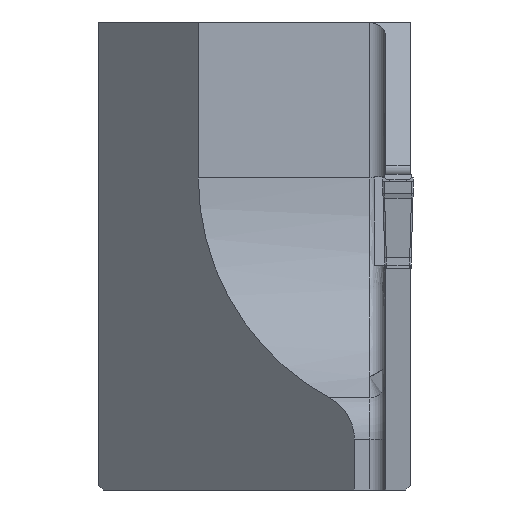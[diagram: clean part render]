
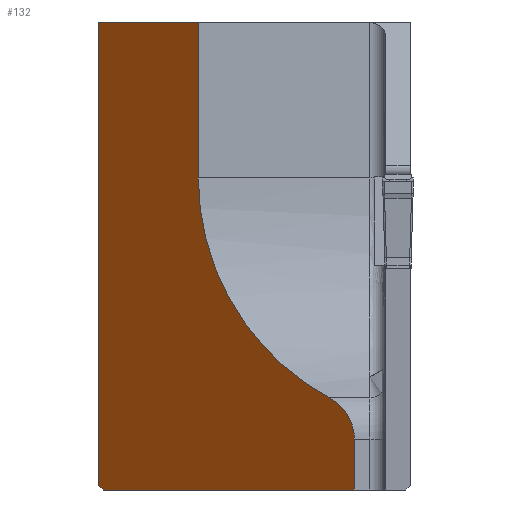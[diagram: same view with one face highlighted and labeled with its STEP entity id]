
A CAD part, left-side view. The second image highlights one B-rep face of the part: STEP entity #132.
In plain terms, the highlighted planar face has unit normal (-0.707, 0.707, 0).
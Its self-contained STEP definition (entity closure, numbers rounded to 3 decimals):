
#73=ELLIPSE('',#1746,4.243,3.);
#76=ELLIPSE('',#1767,22.627,16.);
#132=ADVANCED_FACE('',(#292),#218,.F.);
#218=PLANE('',#1780);
#292=FACE_OUTER_BOUND('',#384,.T.);
#384=EDGE_LOOP('',(#604,#605,#606,#607,#608,#609,#610,#611,#612));
#604=ORIENTED_EDGE('',*,*,#1181,.F.);
#605=ORIENTED_EDGE('',*,*,#1194,.T.);
#606=ORIENTED_EDGE('',*,*,#1128,.F.);
#607=ORIENTED_EDGE('',*,*,#1140,.F.);
#608=ORIENTED_EDGE('',*,*,#1145,.F.);
#609=ORIENTED_EDGE('',*,*,#1156,.F.);
#610=ORIENTED_EDGE('',*,*,#1148,.F.);
#611=ORIENTED_EDGE('',*,*,#1152,.F.);
#612=ORIENTED_EDGE('',*,*,#1184,.F.);
#973=VERTEX_POINT('',#2392);
#974=VERTEX_POINT('',#2393);
#983=VERTEX_POINT('',#2415);
#985=VERTEX_POINT('',#2424);
#988=VERTEX_POINT('',#2431);
#989=VERTEX_POINT('',#2433);
#992=VERTEX_POINT('',#2440);
#1003=VERTEX_POINT('',#2495);
#1004=VERTEX_POINT('',#2497);
#1128=EDGE_CURVE('',#973,#974,#1366,.T.);
#1140=EDGE_CURVE('',#983,#973,#1377,.T.);
#1145=EDGE_CURVE('',#985,#983,#1382,.T.);
#1148=EDGE_CURVE('',#988,#989,#1385,.T.);
#1152=EDGE_CURVE('',#992,#988,#73,.T.);
#1156=EDGE_CURVE('',#989,#985,#1390,.T.);
#1181=EDGE_CURVE('',#1003,#1004,#1413,.T.);
#1184=EDGE_CURVE('',#1004,#992,#76,.T.);
#1194=EDGE_CURVE('',#1003,#974,#1417,.T.);
#1366=LINE('',#2391,#1557);
#1377=LINE('',#2416,#1568);
#1382=LINE('',#2426,#1573);
#1385=LINE('',#2432,#1576);
#1390=LINE('',#2446,#1581);
#1413=LINE('',#2496,#1604);
#1417=LINE('',#2532,#1608);
#1557=VECTOR('',#1906,1.);
#1568=VECTOR('',#1923,1.);
#1573=VECTOR('',#1932,1.);
#1576=VECTOR('',#1937,1.);
#1581=VECTOR('',#1952,1.);
#1604=VECTOR('',#2007,1.);
#1608=VECTOR('',#2039,1.);
#1746=AXIS2_PLACEMENT_3D('',#2441,#1943,#1944);
#1767=AXIS2_PLACEMENT_3D('',#2502,#2012,#2013);
#1780=AXIS2_PLACEMENT_3D('',#2533,#2040,#2041);
#1906=DIRECTION('',(-0.707,-0.707,0.));
#1923=DIRECTION('',(0.,0.,1.));
#1932=DIRECTION('',(0.577,0.577,0.577));
#1937=DIRECTION('',(0.,0.,-1.));
#1943=DIRECTION('',(0.707,-0.707,0.));
#1944=DIRECTION('',(-0.707,-0.707,0.));
#1952=DIRECTION('',(0.707,0.707,0.));
#2007=DIRECTION('',(0.,0.,-1.));
#2012=DIRECTION('',(-0.707,0.707,0.));
#2013=DIRECTION('',(-0.707,-0.707,0.));
#2039=DIRECTION('',(0.608,0.608,0.51));
#2040=DIRECTION('',(0.707,-0.707,0.));
#2041=DIRECTION('',(0.707,0.707,0.));
#2391=CARTESIAN_POINT('',(6.,-16.4,10.));
#2392=CARTESIAN_POINT('',(22.4,0.,10.));
#2393=CARTESIAN_POINT('',(16.053,-6.347,10.));
#2415=CARTESIAN_POINT('',(22.4,0.,-19.7));
#2416=CARTESIAN_POINT('',(22.4,0.,-30.));
#2424=CARTESIAN_POINT('',(22.1,-0.3,-20.));
#2426=CARTESIAN_POINT('',(8.033,-14.367,-34.067));
#2431=CARTESIAN_POINT('',(6.,-16.4,-16.733));
#2432=CARTESIAN_POINT('',(6.,-16.4,-30.));
#2433=CARTESIAN_POINT('',(6.,-16.4,-20.));
#2440=CARTESIAN_POINT('',(7.579,-14.821,-14.091));
#2441=CARTESIAN_POINT('',(9.,-13.4,-16.733));
#2446=CARTESIAN_POINT('',(6.,-16.4,-20.));
#2495=CARTESIAN_POINT('',(16.,-6.4,9.956));
#2496=CARTESIAN_POINT('',(16.,-6.4,-30.));
#2497=CARTESIAN_POINT('',(16.,-6.4,0.));
#2502=CARTESIAN_POINT('',(0.,-22.4,0.));
#2532=CARTESIAN_POINT('',(6.824,-15.576,2.256));
#2533=CARTESIAN_POINT('',(6.,-16.4,-30.));
